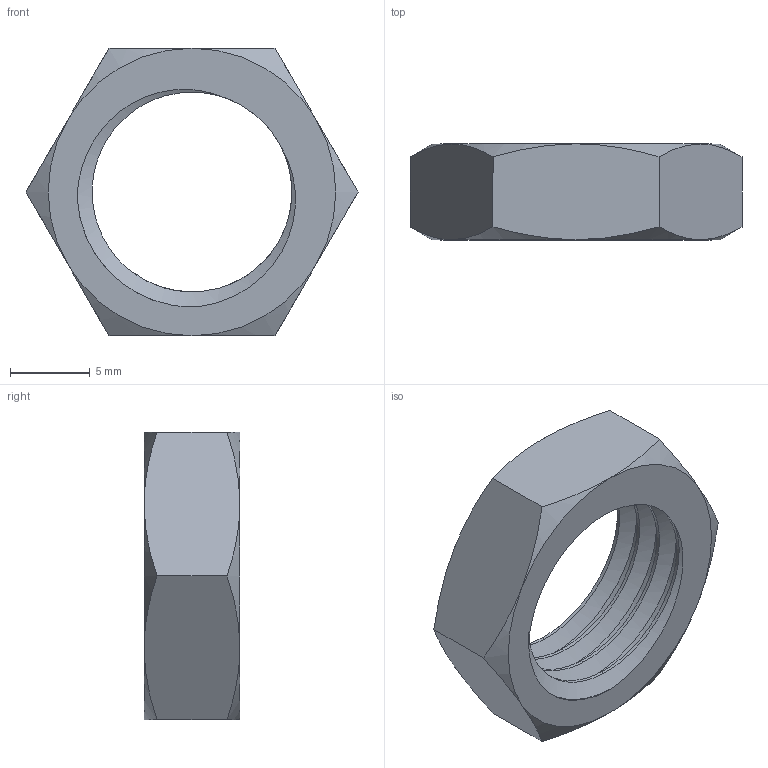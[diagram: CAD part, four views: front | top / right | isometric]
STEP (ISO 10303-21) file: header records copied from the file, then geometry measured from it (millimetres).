
FILE_DESCRIPTION (( 'STEP AP214' ), '1' );
FILE_NAME ('Lock Nut.STEP', '2025-02-04T12:22:00', ( '' ), ( '' ), 'SwSTEP 2.0', 'SolidWorks 2024', '' );
FILE_SCHEMA (( 'AUTOMOTIVE_DESIGN' ));
Length unit declared in the file: millimetre
Products named in the file (1): Lock Nut
Bounding box: 20.78 x 6 x 18 mm (x, y, z)
Volume: 801.3 mm3; surface area: 1033.4 mm2
Topology: 1 solids, 1 shells, 31 faces, 75 edges, 46 vertices
Faces by surface type: cone 12, cylinder 8, plane 8, bspline 3
Entity records: 2574 total; most frequent: CARTESIAN_POINT 1944, ORIENTED_EDGE 150, DIRECTION 95, EDGE_CURVE 75, VERTEX_POINT 46, AXIS2_PLACEMENT_3D 41, B_SPLINE_CURVE_WITH_KNOTS 33, EDGE_LOOP 33
